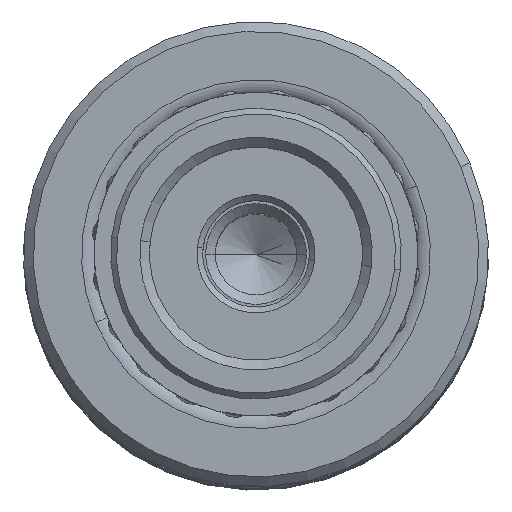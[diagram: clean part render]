
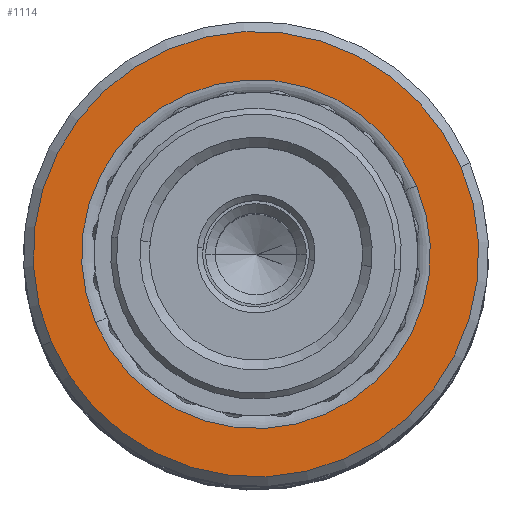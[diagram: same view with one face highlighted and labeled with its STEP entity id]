
A CAD part, top view. The second image highlights one B-rep face of the part: STEP entity #1114.
In plain terms, the highlighted face is planar.
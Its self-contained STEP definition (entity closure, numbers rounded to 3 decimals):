
#1114 = ADVANCED_FACE ( 'NONE', ( #7444, #14510 ), #20798, .F. ) ;
#1882 = CARTESIAN_POINT ( 'NONE',  ( 0., 0., 0. ) ) ;
#2428 = VERTEX_POINT ( 'NONE', #13155 ) ;
#3251 = EDGE_LOOP ( 'NONE', ( #20785, #33221 ) ) ;
#3541 = VERTEX_POINT ( 'NONE', #22814 ) ;
#4544 = DIRECTION ( 'NONE',  ( 1., 0., 0. ) ) ;
#4695 = EDGE_CURVE ( 'NONE', #27581, #2428, #7404, .T. ) ;
#5752 = CARTESIAN_POINT ( 'NONE',  ( 0., 0., 0. ) ) ;
#6735 = CARTESIAN_POINT ( 'NONE',  ( 0., 0., 0. ) ) ;
#6868 = AXIS2_PLACEMENT_3D ( 'NONE', #1882, #20408, #4544 ) ;
#7137 = CIRCLE ( 'NONE', #17709, 9. ) ;
#7404 = CIRCLE ( 'NONE', #16886, 11.5 ) ;
#7444 = FACE_BOUND ( 'NONE', #3251, .T. ) ;
#8435 = DIRECTION ( 'NONE',  ( 1., 0., 0. ) ) ;
#9384 = DIRECTION ( 'NONE',  ( 1., 0., 0. ) ) ;
#10672 = CARTESIAN_POINT ( 'NONE',  ( 0., 0., 0. ) ) ;
#11506 = CARTESIAN_POINT ( 'NONE',  ( -9., 0., 0. ) ) ;
#11892 = CIRCLE ( 'NONE', #15074, 11.5 ) ;
#13155 = CARTESIAN_POINT ( 'NONE',  ( -11.5, 0., 0. ) ) ;
#13831 = DIRECTION ( 'NONE',  ( 1., 0., 0. ) ) ;
#13867 = CARTESIAN_POINT ( 'NONE',  ( 0., 0., 0. ) ) ;
#14510 = FACE_OUTER_BOUND ( 'NONE', #31176, .T. ) ;
#14870 = AXIS2_PLACEMENT_3D ( 'NONE', #13867, #31309, #24640 ) ;
#15074 = AXIS2_PLACEMENT_3D ( 'NONE', #6735, #25241, #9384 ) ;
#16886 = AXIS2_PLACEMENT_3D ( 'NONE', #5752, #24291, #8435 ) ;
#17442 = EDGE_CURVE ( 'NONE', #3541, #34181, #31742, .T. ) ;
#17709 = AXIS2_PLACEMENT_3D ( 'NONE', #10672, #29646, #13831 ) ;
#18085 = EDGE_CURVE ( 'NONE', #2428, #27581, #11892, .T. ) ;
#20005 = ORIENTED_EDGE ( 'NONE', *, *, #4695, .T. ) ;
#20408 = DIRECTION ( 'NONE',  ( 0., 0., 1. ) ) ;
#20785 = ORIENTED_EDGE ( 'NONE', *, *, #17442, .T. ) ;
#20798 = PLANE ( 'NONE',  #14870 ) ;
#22578 = ORIENTED_EDGE ( 'NONE', *, *, #18085, .T. ) ;
#22814 = CARTESIAN_POINT ( 'NONE',  ( 9., 0., 0. ) ) ;
#24291 = DIRECTION ( 'NONE',  ( 0., 0., -1. ) ) ;
#24640 = DIRECTION ( 'NONE',  ( 1., 0., 0. ) ) ;
#25241 = DIRECTION ( 'NONE',  ( 0., 0., -1. ) ) ;
#27581 = VERTEX_POINT ( 'NONE', #32932 ) ;
#28594 = EDGE_CURVE ( 'NONE', #34181, #3541, #7137, .T. ) ;
#29646 = DIRECTION ( 'NONE',  ( 0., 0., 1. ) ) ;
#31176 = EDGE_LOOP ( 'NONE', ( #20005, #22578 ) ) ;
#31309 = DIRECTION ( 'NONE',  ( 0., 0., 1. ) ) ;
#31742 = CIRCLE ( 'NONE', #6868, 9. ) ;
#32932 = CARTESIAN_POINT ( 'NONE',  ( 11.5, 0., 0. ) ) ;
#33221 = ORIENTED_EDGE ( 'NONE', *, *, #28594, .T. ) ;
#34181 = VERTEX_POINT ( 'NONE', #11506 ) ;
